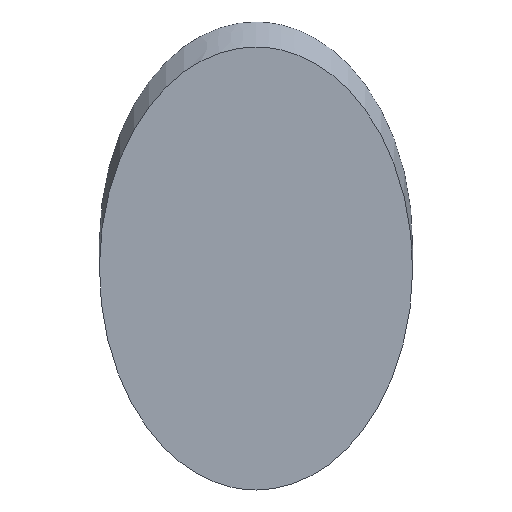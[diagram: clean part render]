
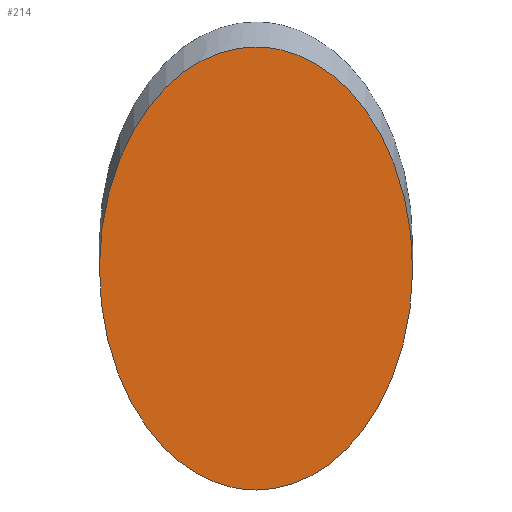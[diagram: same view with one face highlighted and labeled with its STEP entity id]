
A CAD part, top view. The second image highlights one B-rep face of the part: STEP entity #214.
In plain terms, the highlighted planar face has unit normal (0, 0, 1).
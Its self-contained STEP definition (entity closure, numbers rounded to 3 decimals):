
#6 = DIRECTION ( 'NONE',  ( 0., 0., 1. ) ) ;
#12 = CARTESIAN_POINT ( 'NONE',  ( 0., 7.84, 1. ) ) ;
#24 = CARTESIAN_POINT ( 'NONE',  ( 0., -9.84, 1. ) ) ;
#25 = EDGE_CURVE ( 'NONE', #48, #81, #87, .T. ) ;
#27 = CARTESIAN_POINT ( 'NONE',  ( 0., -1., 1. ) ) ;
#35 = FACE_OUTER_BOUND ( 'NONE', #174, .T. ) ;
#48 = VERTEX_POINT ( 'NONE', #12 ) ;
#56 = CARTESIAN_POINT ( 'NONE',  ( -12.5, 7.84, 1. ) ) ;
#64 = PLANE ( 'NONE',  #288 ) ;
#76 = CARTESIAN_POINT ( 'NONE',  ( -12.5, -9.84, 1. ) ) ;
#81 = VERTEX_POINT ( 'NONE', #24 ) ;
#87 =( BOUNDED_CURVE ( )  B_SPLINE_CURVE ( 3, ( #172, #56, #76, #286 ),
 .UNSPECIFIED., .F., .F. ) 
 B_SPLINE_CURVE_WITH_KNOTS ( ( 4, 4 ),
 ( 3.142, 6.283 ),
 .UNSPECIFIED. ) 
 CURVE ( )  GEOMETRIC_REPRESENTATION_ITEM ( )  RATIONAL_B_SPLINE_CURVE ( ( 1., 0.333, 0.333, 1. ) ) 
 REPRESENTATION_ITEM ( '' )  );
#89 = CARTESIAN_POINT ( 'NONE',  ( 0., -9.84, 1. ) ) ;
#106 = DIRECTION ( 'NONE',  ( 1., 0., 0. ) ) ;
#114 = CARTESIAN_POINT ( 'NONE',  ( 12.5, -9.84, 1. ) ) ;
#172 = CARTESIAN_POINT ( 'NONE',  ( 0., 7.84, 1. ) ) ;
#174 = EDGE_LOOP ( 'NONE', ( #267, #261 ) ) ;
#196 =( BOUNDED_CURVE ( )  B_SPLINE_CURVE ( 3, ( #89, #114, #276, #312 ),
 .UNSPECIFIED., .F., .F. ) 
 B_SPLINE_CURVE_WITH_KNOTS ( ( 4, 4 ),
 ( 0., 3.142 ),
 .UNSPECIFIED. ) 
 CURVE ( )  GEOMETRIC_REPRESENTATION_ITEM ( )  RATIONAL_B_SPLINE_CURVE ( ( 1., 0.333, 0.333, 1. ) ) 
 REPRESENTATION_ITEM ( '' )  );
#214 = ADVANCED_FACE ( 'NONE', ( #35 ), #64, .T. ) ;
#261 = ORIENTED_EDGE ( 'NONE', *, *, #273, .T. ) ;
#267 = ORIENTED_EDGE ( 'NONE', *, *, #25, .T. ) ;
#273 = EDGE_CURVE ( 'NONE', #81, #48, #196, .T. ) ;
#276 = CARTESIAN_POINT ( 'NONE',  ( 12.5, 7.84, 1. ) ) ;
#286 = CARTESIAN_POINT ( 'NONE',  ( 0., -9.84, 1. ) ) ;
#288 = AXIS2_PLACEMENT_3D ( 'NONE', #27, #6, #106 ) ;
#312 = CARTESIAN_POINT ( 'NONE',  ( 0., 7.84, 1. ) ) ;
